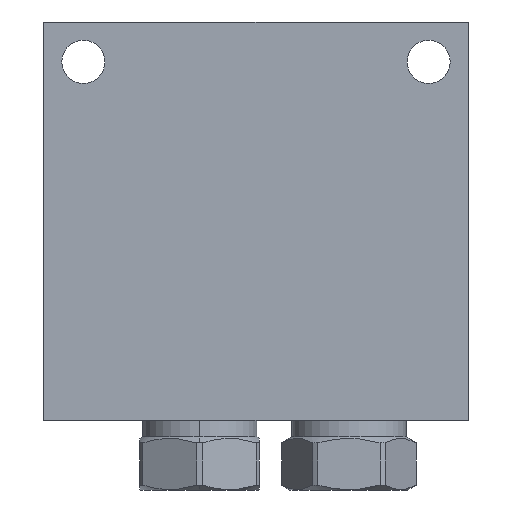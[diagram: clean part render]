
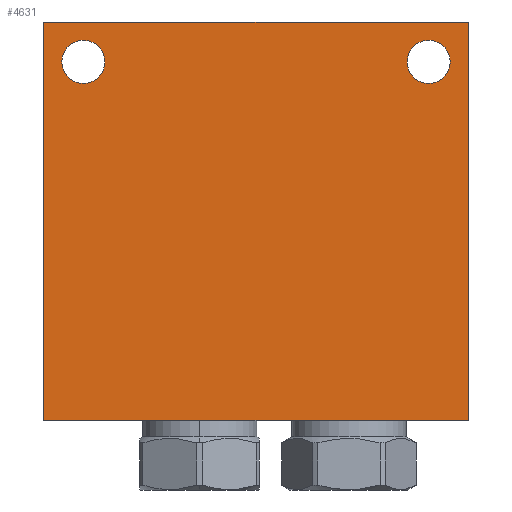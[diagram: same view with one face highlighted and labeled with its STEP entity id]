
A CAD part, left-side view. The second image highlights one B-rep face of the part: STEP entity #4631.
In plain terms, the highlighted planar face has unit normal (-1, 0, 0).
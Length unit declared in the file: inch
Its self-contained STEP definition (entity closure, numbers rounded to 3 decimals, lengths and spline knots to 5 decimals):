
#1=DIRECTION('',(0.,-1.,0.));
#2=VECTOR('',#1,4.);
#3=CARTESIAN_POINT('',(0.,0.,0.));
#4=LINE('',#3,#2);
#57=DIRECTION('',(0.,0.,1.));
#58=VECTOR('',#57,3.75);
#59=CARTESIAN_POINT('',(0.,0.,0.));
#60=LINE('',#59,#58);
#61=CARTESIAN_POINT('',(0.,-0.375,3.375));
#62=DIRECTION('',(1.,0.,0.));
#63=DIRECTION('',(0.,0.,-1.));
#64=AXIS2_PLACEMENT_3D('',#61,#62,#63);
#66=CARTESIAN_POINT('',(0.,-0.375,3.375));
#67=DIRECTION('',(1.,0.,0.));
#68=DIRECTION('',(0.,0.,1.));
#69=AXIS2_PLACEMENT_3D('',#66,#67,#68);
#71=CARTESIAN_POINT('',(0.,-3.625,3.375));
#72=DIRECTION('',(1.,0.,0.));
#73=DIRECTION('',(0.,0.,-1.));
#74=AXIS2_PLACEMENT_3D('',#71,#72,#73);
#76=CARTESIAN_POINT('',(0.,-3.625,3.375));
#77=DIRECTION('',(1.,0.,0.));
#78=DIRECTION('',(0.,0.,1.));
#79=AXIS2_PLACEMENT_3D('',#76,#77,#78);
#149=DIRECTION('',(0.,0.,1.));
#150=VECTOR('',#149,3.75);
#151=CARTESIAN_POINT('',(0.,-4.,0.));
#152=LINE('',#151,#150);
#173=DIRECTION('',(0.,-1.,0.));
#174=VECTOR('',#173,4.);
#175=CARTESIAN_POINT('',(0.,0.,3.75));
#176=LINE('',#175,#174);
#4015=CARTESIAN_POINT('',(0.,0.,0.));
#4016=CARTESIAN_POINT('',(0.,-4.,0.));
#4017=VERTEX_POINT('',#4015);
#4018=VERTEX_POINT('',#4016);
#4023=CARTESIAN_POINT('',(0.,0.,3.75));
#4024=CARTESIAN_POINT('',(0.,-4.,3.75));
#4025=VERTEX_POINT('',#4023);
#4026=VERTEX_POINT('',#4024);
#4499=CARTESIAN_POINT('',(0.,-0.375,3.172));
#4500=CARTESIAN_POINT('',(0.,-0.375,3.578));
#4501=VERTEX_POINT('',#4499);
#4502=VERTEX_POINT('',#4500);
#4511=CARTESIAN_POINT('',(0.,-3.625,3.172));
#4512=CARTESIAN_POINT('',(0.,-3.625,3.578));
#4513=VERTEX_POINT('',#4511);
#4514=VERTEX_POINT('',#4512);
#4605=CARTESIAN_POINT('',(0.,0.,0.));
#4606=DIRECTION('',(-1.,0.,0.));
#4607=DIRECTION('',(0.,-1.,0.));
#4608=AXIS2_PLACEMENT_3D('',#4605,#4606,#4607);
#4609=PLANE('',#4608);
#4610=ORIENTED_EDGE('',*,*,#4570,.F.);
#4612=ORIENTED_EDGE('',*,*,#4611,.T.);
#4614=ORIENTED_EDGE('',*,*,#4613,.T.);
#4616=ORIENTED_EDGE('',*,*,#4615,.F.);
#4617=EDGE_LOOP('',(#4610,#4612,#4614,#4616));
#4618=FACE_OUTER_BOUND('',#4617,.F.);
#4620=ORIENTED_EDGE('',*,*,#4619,.F.);
#4622=ORIENTED_EDGE('',*,*,#4621,.F.);
#4623=EDGE_LOOP('',(#4620,#4622));
#4624=FACE_BOUND('',#4623,.F.);
#4626=ORIENTED_EDGE('',*,*,#4625,.F.);
#4628=ORIENTED_EDGE('',*,*,#4627,.F.);
#4629=EDGE_LOOP('',(#4626,#4628));
#4630=FACE_BOUND('',#4629,.F.);
#4631=ADVANCED_FACE('',(#4618,#4624,#4630),#4609,.T.);
#65=CIRCLE('',#64,0.203);
#70=CIRCLE('',#69,0.203);
#75=CIRCLE('',#74,0.203);
#80=CIRCLE('',#79,0.203);
#4570=EDGE_CURVE('',#4017,#4018,#4,.T.);
#4611=EDGE_CURVE('',#4017,#4025,#60,.T.);
#4613=EDGE_CURVE('',#4025,#4026,#176,.T.);
#4615=EDGE_CURVE('',#4018,#4026,#152,.T.);
#4619=EDGE_CURVE('',#4501,#4502,#65,.T.);
#4621=EDGE_CURVE('',#4502,#4501,#70,.T.);
#4625=EDGE_CURVE('',#4513,#4514,#75,.T.);
#4627=EDGE_CURVE('',#4514,#4513,#80,.T.);
